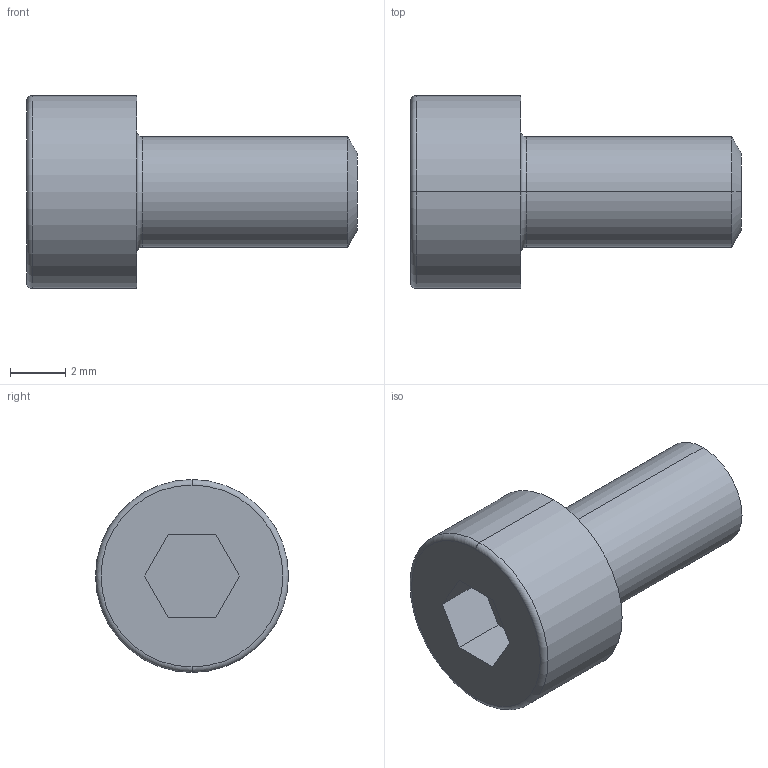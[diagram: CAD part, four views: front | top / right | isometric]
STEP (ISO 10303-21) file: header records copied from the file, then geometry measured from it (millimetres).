
FILE_DESCRIPTION (( 'STEP AP214' ), '1' );
FILE_NAME ('内六角圆柱头螺钉 GB／T 70.1-2008 M4×8.step', '2019-12-27T06:50:26', ( 'IT Division' ), ( 'IT' ), 'SwSTEP 2.0', 'SolidWorks 2016', '' );
FILE_SCHEMA (( 'AUTOMOTIVE_DESIGN' ));
Length unit declared in the file: millimetre
Products named in the file (1): 内六角圆柱头螺钉  GB／T 70.1-2008 M4×8
Bounding box: 12 x 7 x 7 mm (x, y, z)
Volume: 237.8 mm3; surface area: 279.7 mm2
Topology: 1 solids, 1 shells, 20 faces, 42 edges, 26 vertices
Faces by surface type: plane 10, torus 4, cylinder 4, cone 2
Entity records: 592 total; most frequent: DIRECTION 102, CARTESIAN_POINT 89, ORIENTED_EDGE 84, EDGE_CURVE 42, AXIS2_PLACEMENT_3D 39, VERTEX_POINT 26, LINE 24, VECTOR 24
